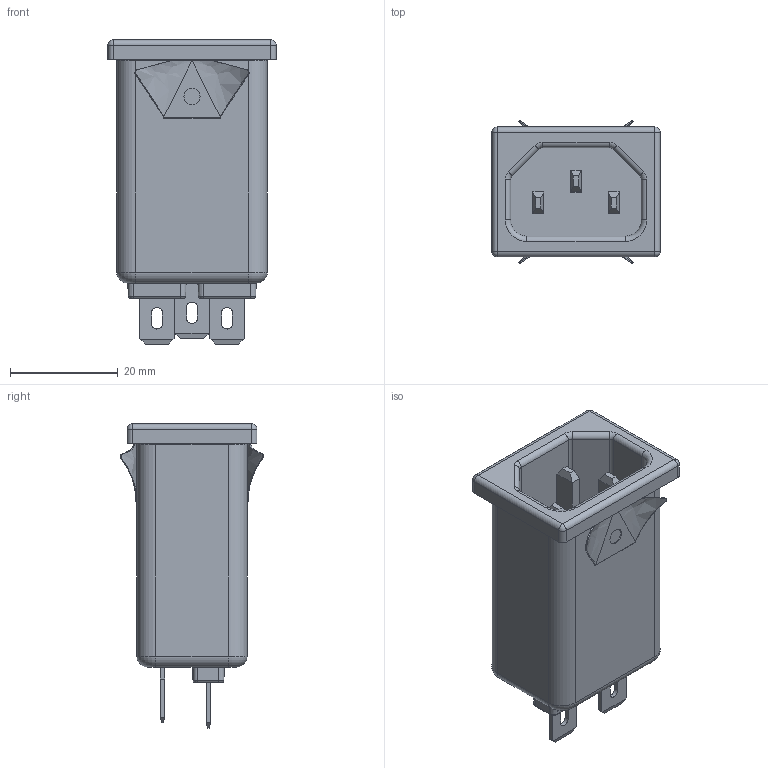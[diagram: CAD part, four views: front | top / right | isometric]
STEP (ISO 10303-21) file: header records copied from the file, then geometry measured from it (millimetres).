
FILE_DESCRIPTION (( 'STEP AP203' ), '1' );
FILE_NAME ('869-10 008.STEP', '2019-03-08T03:29:08', ( '' ), ( '' ), 'SwSTEP 2.0', 'SolidWorks 2016', '' );
FILE_SCHEMA (( 'CONFIG_CONTROL_DESIGN' ));
Length unit declared in the file: millimetre
Products named in the file (4): 鏡射3421020700; 10geng3q; 869-10 008; 3421020700
Assembly tree (3 placements, depth 2):
  869-10 008
    10geng3q
    3421020700
    鏡射3421020700
Bounding box: 31.2 x 26.58 x 56.4 mm (x, y, z)
Volume: 20571.3 mm3; surface area: 8585.5 mm2
Topology: 3 solids, 3 shells, 277 faces, 679 edges, 410 vertices
Faces by surface type: plane 132, cylinder 75, torus 30, bspline 20, sphere 12, cone 8
Entity records: 8871 total; most frequent: CARTESIAN_POINT 2016, DIRECTION 1357, ORIENTED_EDGE 1334, EDGE_CURVE 667, AXIS2_PLACEMENT_3D 483, VERTEX_POINT 410, LINE 391, VECTOR 391
